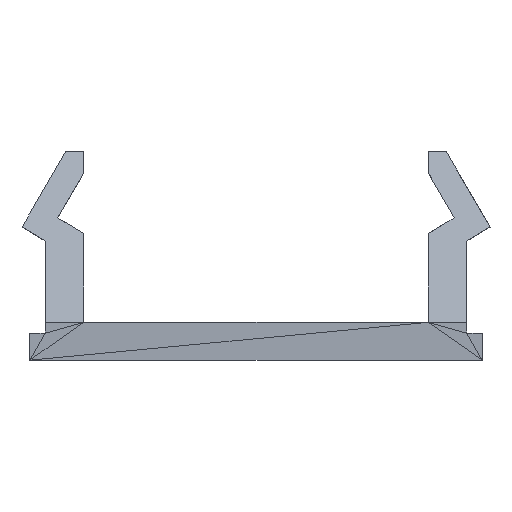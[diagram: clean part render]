
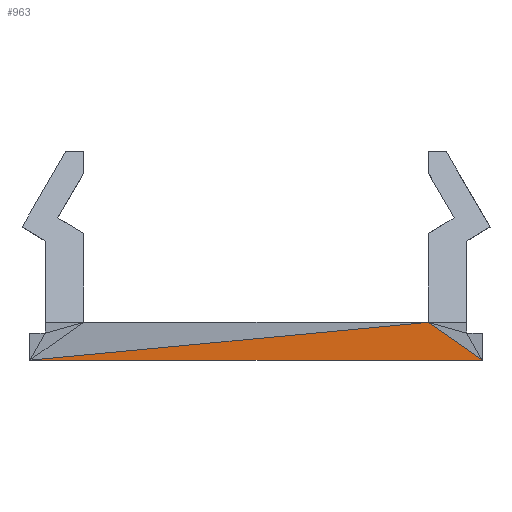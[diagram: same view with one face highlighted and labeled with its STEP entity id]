
A CAD part, front view. The second image highlights one B-rep face of the part: STEP entity #963.
In plain terms, the highlighted planar face has unit normal (0, -1, 0).
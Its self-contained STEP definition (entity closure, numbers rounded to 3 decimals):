
#113=FACE_OUTER_BOUND('',#168,.T.);
#168=EDGE_LOOP('',(#851,#852,#853));
#271=LINE('',#1482,#394);
#288=LINE('',#1515,#411);
#292=LINE('',#1523,#415);
#394=VECTOR('',#1219,10.);
#411=VECTOR('',#1260,10.);
#415=VECTOR('',#1272,10.);
#469=VERTEX_POINT('',#1394);
#481=VERTEX_POINT('',#1475);
#483=VERTEX_POINT('',#1481);
#589=EDGE_CURVE('',#481,#483,#271,.T.);
#606=EDGE_CURVE('',#469,#481,#288,.T.);
#610=EDGE_CURVE('',#469,#483,#292,.T.);
#851=ORIENTED_EDGE('',*,*,#589,.F.);
#852=ORIENTED_EDGE('',*,*,#606,.F.);
#853=ORIENTED_EDGE('',*,*,#610,.T.);
#909=PLANE('',#1040);
#963=ADVANCED_FACE('',(#113),#909,.T.);
#1040=AXIS2_PLACEMENT_3D('',#1522,#1270,#1271);
#1219=DIRECTION('',(-1.,0.,0.));
#1260=DIRECTION('',(0.819,0.,-0.574));
#1270=DIRECTION('center_axis',(0.,-1.,
0.));
#1271=DIRECTION('ref_axis',(0.,0.,1.));
#1272=DIRECTION('',(-0.996,0.,-0.095));
#1394=CARTESIAN_POINT('',(3.875,-195.5,0.7));
#1475=CARTESIAN_POINT('',(4.872,-195.5,0.));
#1481=CARTESIAN_POINT('',(-3.488,-195.5,0.));
#1482=CARTESIAN_POINT('',(4.872,-195.5,0.));
#1515=CARTESIAN_POINT('',(3.875,-195.5,0.7));
#1522=CARTESIAN_POINT('Origin',(-3.488,-195.5,0.));
#1523=CARTESIAN_POINT('',(3.875,-195.5,0.7));
